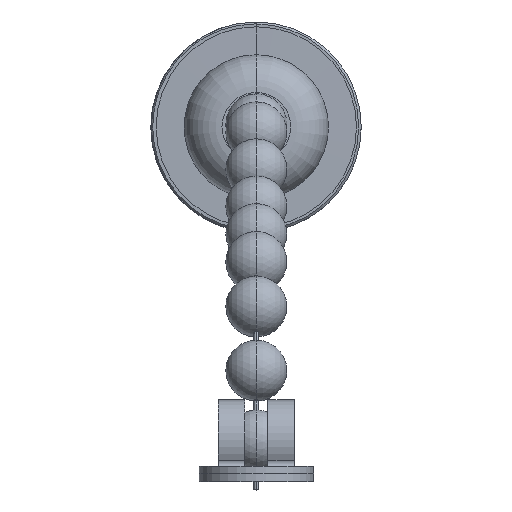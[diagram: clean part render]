
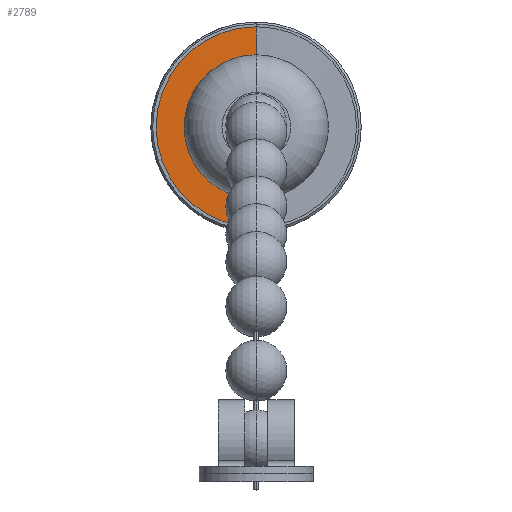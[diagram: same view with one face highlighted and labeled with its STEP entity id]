
A CAD part, top view. The second image highlights one B-rep face of the part: STEP entity #2789.
In plain terms, the highlighted conical face has half-angle 89.787 degrees and reference radius 3.784 mm.
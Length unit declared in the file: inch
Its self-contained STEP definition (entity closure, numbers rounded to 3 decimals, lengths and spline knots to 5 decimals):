
#291 = EDGE_CURVE ( 'NONE', #4974, #3130, #3149, .T. ) ;
#591 = ORIENTED_EDGE ( 'NONE', *, *, #6188, .T. ) ;
#597 = CARTESIAN_POINT ( 'NONE',  ( 0.14897, -0.00005, -0.15576 ) ) ;
#1043 = CIRCLE ( 'NONE', #5622, 0.14897 ) ;
#1205 = VECTOR ( 'NONE', #1487, 39.37008 ) ;
#1288 = DIRECTION ( 'NONE',  ( -1., 0., 0. ) ) ;
#1487 = DIRECTION ( 'NONE',  ( -1., 0., 0.004 ) ) ;
#1582 = VERTEX_POINT ( 'NONE', #8842 ) ;
#1621 = VECTOR ( 'NONE', #4550, 39.37008 ) ;
#1822 = VERTEX_POINT ( 'NONE', #597 ) ;
#2421 = ORIENTED_EDGE ( 'NONE', *, *, #291, .T. ) ;
#2670 = CARTESIAN_POINT ( 'NONE',  ( 0., -0.00005, -0.15554 ) ) ;
#2789 = ADVANCED_FACE ( 'NONE', ( #5354 ), #4529, .T. ) ;
#2964 = LINE ( 'NONE', #7205, #1205 ) ;
#3130 = VERTEX_POINT ( 'NONE', #4267 ) ;
#3148 = DIRECTION ( 'NONE',  ( 0., 0., 1. ) ) ;
#3149 = CIRCLE ( 'NONE', #8989, 0.20669 ) ;
#3317 = DIRECTION ( 'NONE',  ( 0., 0., 1. ) ) ;
#3321 = EDGE_LOOP ( 'NONE', ( #5142, #5921, #591, #2421 ) ) ;
#4059 = DIRECTION ( 'NONE',  ( 0., 0., -1. ) ) ;
#4267 = CARTESIAN_POINT ( 'NONE',  ( -0.20669, -0.00005, -0.15554 ) ) ;
#4529 = CONICAL_SURFACE ( 'NONE', #5864, 0.14897, 1.567 ) ;
#4550 = DIRECTION ( 'NONE',  ( 1., 0., 0.004 ) ) ;
#4797 = CARTESIAN_POINT ( 'NONE',  ( 0., -0.00005, -0.15576 ) ) ;
#4974 = VERTEX_POINT ( 'NONE', #5190 ) ;
#5142 = ORIENTED_EDGE ( 'NONE', *, *, #5336, .F. ) ;
#5190 = CARTESIAN_POINT ( 'NONE',  ( 0.20669, -0.00005, -0.15554 ) ) ;
#5336 = EDGE_CURVE ( 'NONE', #1582, #3130, #2964, .T. ) ;
#5354 = FACE_OUTER_BOUND ( 'NONE', #3321, .T. ) ;
#5622 = AXIS2_PLACEMENT_3D ( 'NONE', #8778, #3148, #6217 ) ;
#5864 = AXIS2_PLACEMENT_3D ( 'NONE', #4797, #3317, #7665 ) ;
#5921 = ORIENTED_EDGE ( 'NONE', *, *, #6274, .T. ) ;
#6188 = EDGE_CURVE ( 'NONE', #1822, #4974, #7218, .T. ) ;
#6217 = DIRECTION ( 'NONE',  ( 1., 0., 0. ) ) ;
#6274 = EDGE_CURVE ( 'NONE', #1582, #1822, #1043, .T. ) ;
#7205 = CARTESIAN_POINT ( 'NONE',  ( -0.14897, -0.00005, -0.15576 ) ) ;
#7218 = LINE ( 'NONE', #7306, #1621 ) ;
#7306 = CARTESIAN_POINT ( 'NONE',  ( 0.14897, -0.00005, -0.15576 ) ) ;
#7665 = DIRECTION ( 'NONE',  ( 1., 0., 0. ) ) ;
#8778 = CARTESIAN_POINT ( 'NONE',  ( 0., -0.00005, -0.15576 ) ) ;
#8842 = CARTESIAN_POINT ( 'NONE',  ( -0.14897, -0.00005, -0.15576 ) ) ;
#8989 = AXIS2_PLACEMENT_3D ( 'NONE', #2670, #4059, #1288 ) ;
